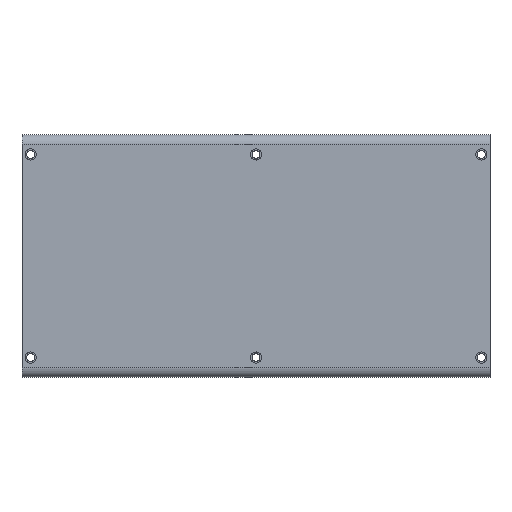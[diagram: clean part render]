
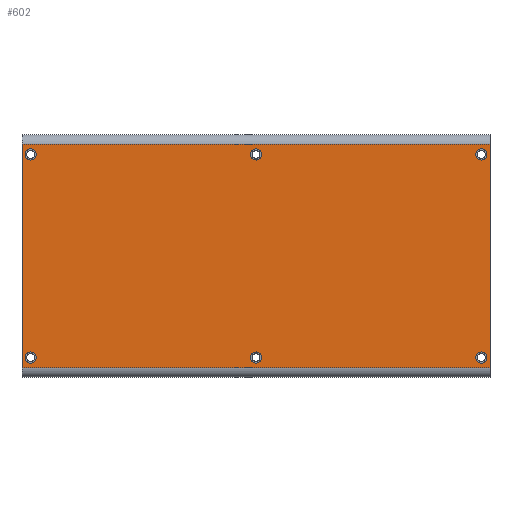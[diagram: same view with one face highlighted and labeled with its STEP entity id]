
A CAD part, front view. The second image highlights one B-rep face of the part: STEP entity #602.
In plain terms, the highlighted planar face has unit normal (0, -1, 0).
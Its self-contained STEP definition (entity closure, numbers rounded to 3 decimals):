
#9 = VERTEX_POINT ( 'NONE', #1191 ) ;
#16 = LINE ( 'NONE', #1192, #279 ) ;
#21 = LINE ( 'NONE', #490, #398 ) ;
#40 = EDGE_CURVE ( 'NONE', #9, #353, #1144, .T. ) ;
#44 = ORIENTED_EDGE ( 'NONE', *, *, #887, .F. ) ;
#55 = CIRCLE ( 'NONE', #670, 1.75 ) ;
#56 = CIRCLE ( 'NONE', #672, 1.75 ) ;
#62 = VERTEX_POINT ( 'NONE', #295 ) ;
#71 = DIRECTION ( 'NONE',  ( 0., -1., 0. ) ) ;
#92 = EDGE_LOOP ( 'NONE', ( #410, #44 ) ) ;
#104 = CIRCLE ( 'NONE', #1218, 1.75 ) ;
#118 = VERTEX_POINT ( 'NONE', #1098 ) ;
#121 = ORIENTED_EDGE ( 'NONE', *, *, #632, .F. ) ;
#125 = VERTEX_POINT ( 'NONE', #1019 ) ;
#126 = AXIS2_PLACEMENT_3D ( 'NONE', #1359, #217, #1475 ) ;
#127 = AXIS2_PLACEMENT_3D ( 'NONE', #885, #1348, #308 ) ;
#154 = ORIENTED_EDGE ( 'NONE', *, *, #338, .T. ) ;
#157 = AXIS2_PLACEMENT_3D ( 'NONE', #289, #71, #759 ) ;
#175 = LINE ( 'NONE', #997, #784 ) ;
#181 = CIRCLE ( 'NONE', #127, 1.75 ) ;
#195 = VERTEX_POINT ( 'NONE', #1011 ) ;
#199 = AXIS2_PLACEMENT_3D ( 'NONE', #731, #1301, #841 ) ;
#201 = CARTESIAN_POINT ( 'NONE',  ( 0., 0., 32. ) ) ;
#217 = DIRECTION ( 'NONE',  ( 0., -1., 0. ) ) ;
#236 = CARTESIAN_POINT ( 'NONE',  ( -71., 0., 33.75 ) ) ;
#240 = EDGE_CURVE ( 'NONE', #926, #348, #325, .T. ) ;
#242 = DIRECTION ( 'NONE',  ( 0., 0., -1. ) ) ;
#277 = AXIS2_PLACEMENT_3D ( 'NONE', #629, #869, #845 ) ;
#279 = VECTOR ( 'NONE', #1066, 1000. ) ;
#284 = CARTESIAN_POINT ( 'NONE',  ( -73.75, 0., 35.25 ) ) ;
#289 = CARTESIAN_POINT ( 'NONE',  ( 71., 0., -32. ) ) ;
#295 = CARTESIAN_POINT ( 'NONE',  ( -71., 0., -30.25 ) ) ;
#300 = DIRECTION ( 'NONE',  ( 0., -1., 0. ) ) ;
#308 = DIRECTION ( 'NONE',  ( 0., 0., -1. ) ) ;
#316 = DIRECTION ( 'NONE',  ( -1., 0., 0. ) ) ;
#323 = CIRCLE ( 'NONE', #667, 1.75 ) ;
#325 = LINE ( 'NONE', #1353, #592 ) ;
#329 = DIRECTION ( 'NONE',  ( 0., -1., 0. ) ) ;
#335 = ORIENTED_EDGE ( 'NONE', *, *, #849, .F. ) ;
#338 = EDGE_CURVE ( 'NONE', #926, #125, #21, .T. ) ;
#339 = EDGE_LOOP ( 'NONE', ( #540, #1288 ) ) ;
#348 = VERTEX_POINT ( 'NONE', #1498 ) ;
#349 = CIRCLE ( 'NONE', #277, 1.75 ) ;
#352 = CIRCLE ( 'NONE', #157, 1.75 ) ;
#353 = VERTEX_POINT ( 'NONE', #236 ) ;
#356 = VERTEX_POINT ( 'NONE', #704 ) ;
#367 = EDGE_CURVE ( 'NONE', #1406, #356, #323, .T. ) ;
#375 = DIRECTION ( 'NONE',  ( 0., -1., 0. ) ) ;
#398 = VECTOR ( 'NONE', #953, 1000. ) ;
#410 = ORIENTED_EDGE ( 'NONE', *, *, #623, .F. ) ;
#421 = CARTESIAN_POINT ( 'NONE',  ( 71., 0., 30.25 ) ) ;
#428 = EDGE_CURVE ( 'NONE', #118, #803, #1121, .T. ) ;
#447 = FACE_BOUND ( 'NONE', #1167, .T. ) ;
#470 = AXIS2_PLACEMENT_3D ( 'NONE', #984, #1315, #1190 ) ;
#472 = EDGE_LOOP ( 'NONE', ( #707, #1087 ) ) ;
#476 = CARTESIAN_POINT ( 'NONE',  ( 71., 0., -33.75 ) ) ;
#478 = ORIENTED_EDGE ( 'NONE', *, *, #941, .F. ) ;
#490 = CARTESIAN_POINT ( 'NONE',  ( 73.75, 0., 35.25 ) ) ;
#534 = FACE_BOUND ( 'NONE', #92, .T. ) ;
#540 = ORIENTED_EDGE ( 'NONE', *, *, #1487, .F. ) ;
#541 = CARTESIAN_POINT ( 'NONE',  ( 73.75, 0., 35.25 ) ) ;
#543 = EDGE_CURVE ( 'NONE', #1484, #1223, #902, .T. ) ;
#554 = CARTESIAN_POINT ( 'NONE',  ( 0., 0., 33.75 ) ) ;
#557 = FACE_BOUND ( 'NONE', #339, .T. ) ;
#573 = EDGE_CURVE ( 'NONE', #1223, #1484, #694, .T. ) ;
#586 = CARTESIAN_POINT ( 'NONE',  ( 0., 0., 30.25 ) ) ;
#592 = VECTOR ( 'NONE', #316, 1000. ) ;
#595 = EDGE_CURVE ( 'NONE', #356, #1406, #104, .T. ) ;
#602 = ADVANCED_FACE ( 'Ãæ2', ( #534, #898, #557, #655, #1127, #447, #783 ), #906, .T. ) ;
#604 = EDGE_LOOP ( 'NONE', ( #478, #335 ) ) ;
#621 = CARTESIAN_POINT ( 'NONE',  ( 73.75, 0., -35.25 ) ) ;
#623 = EDGE_CURVE ( 'NONE', #797, #62, #181, .T. ) ;
#629 = CARTESIAN_POINT ( 'NONE',  ( -71., 0., -32. ) ) ;
#632 = EDGE_CURVE ( 'NONE', #353, #9, #55, .T. ) ;
#655 = FACE_BOUND ( 'NONE', #472, .T. ) ;
#667 = AXIS2_PLACEMENT_3D ( 'NONE', #819, #1276, #242 ) ;
#670 = AXIS2_PLACEMENT_3D ( 'NONE', #1339, #300, #771 ) ;
#672 = AXIS2_PLACEMENT_3D ( 'NONE', #982, #375, #1350 ) ;
#684 = EDGE_LOOP ( 'NONE', ( #1061, #973, #154, #691 ) ) ;
#691 = ORIENTED_EDGE ( 'NONE', *, *, #1490, .T. ) ;
#694 = CIRCLE ( 'NONE', #1317, 1.75 ) ;
#704 = CARTESIAN_POINT ( 'NONE',  ( 71., 0., 33.75 ) ) ;
#707 = ORIENTED_EDGE ( 'NONE', *, *, #367, .F. ) ;
#731 = CARTESIAN_POINT ( 'NONE',  ( -71., 0., 32. ) ) ;
#741 = CIRCLE ( 'NONE', #1342, 1.75 ) ;
#755 = ORIENTED_EDGE ( 'NONE', *, *, #40, .F. ) ;
#759 = DIRECTION ( 'NONE',  ( 0., 0., -1. ) ) ;
#771 = DIRECTION ( 'NONE',  ( 0., 0., -1. ) ) ;
#783 = FACE_OUTER_BOUND ( 'NONE', #684, .T. ) ;
#784 = VECTOR ( 'NONE', #1344, 1000. ) ;
#797 = VERTEX_POINT ( 'NONE', #1033 ) ;
#799 = EDGE_LOOP ( 'NONE', ( #946, #1303 ) ) ;
#800 = DIRECTION ( 'NONE',  ( 0., 0., -1. ) ) ;
#803 = VERTEX_POINT ( 'NONE', #476 ) ;
#819 = CARTESIAN_POINT ( 'NONE',  ( 71., 0., 32. ) ) ;
#836 = CARTESIAN_POINT ( 'NONE',  ( 0., 0., -30.25 ) ) ;
#841 = DIRECTION ( 'NONE',  ( 0., 0., -1. ) ) ;
#845 = DIRECTION ( 'NONE',  ( 0., 0., -1. ) ) ;
#849 = EDGE_CURVE ( 'NONE', #1305, #195, #741, .T. ) ;
#869 = DIRECTION ( 'NONE',  ( 0., -1., 0. ) ) ;
#885 = CARTESIAN_POINT ( 'NONE',  ( -71., 0., -32. ) ) ;
#887 = EDGE_CURVE ( 'NONE', #62, #797, #349, .T. ) ;
#898 = FACE_BOUND ( 'NONE', #604, .T. ) ;
#900 = VERTEX_POINT ( 'NONE', #284 ) ;
#902 = CIRCLE ( 'NONE', #126, 1.75 ) ;
#906 = PLANE ( 'NONE',  #1073 ) ;
#926 = VERTEX_POINT ( 'NONE', #621 ) ;
#941 = EDGE_CURVE ( 'NONE', #195, #1305, #56, .T. ) ;
#946 = ORIENTED_EDGE ( 'NONE', *, *, #573, .F. ) ;
#953 = DIRECTION ( 'NONE',  ( 0., 0., 1. ) ) ;
#973 = ORIENTED_EDGE ( 'NONE', *, *, #240, .F. ) ;
#982 = CARTESIAN_POINT ( 'NONE',  ( 0., 0., -32. ) ) ;
#984 = CARTESIAN_POINT ( 'NONE',  ( 71., 0., -32. ) ) ;
#994 = DIRECTION ( 'NONE',  ( 0., -1., 0. ) ) ;
#997 = CARTESIAN_POINT ( 'NONE',  ( 73.75, 0., 35.25 ) ) ;
#1011 = CARTESIAN_POINT ( 'NONE',  ( 0., 0., -33.75 ) ) ;
#1019 = CARTESIAN_POINT ( 'NONE',  ( 73.75, 0., 35.25 ) ) ;
#1033 = CARTESIAN_POINT ( 'NONE',  ( -71., 0., -33.75 ) ) ;
#1061 = ORIENTED_EDGE ( 'NONE', *, *, #1368, .F. ) ;
#1066 = DIRECTION ( 'NONE',  ( 0., 0., 1. ) ) ;
#1073 = AXIS2_PLACEMENT_3D ( 'NONE', #541, #994, #1461 ) ;
#1087 = ORIENTED_EDGE ( 'NONE', *, *, #595, .F. ) ;
#1098 = CARTESIAN_POINT ( 'NONE',  ( 71., 0., -30.25 ) ) ;
#1110 = DIRECTION ( 'NONE',  ( 0., -1., 0. ) ) ;
#1121 = CIRCLE ( 'NONE', #470, 1.75 ) ;
#1127 = FACE_BOUND ( 'NONE', #799, .T. ) ;
#1144 = CIRCLE ( 'NONE', #199, 1.75 ) ;
#1167 = EDGE_LOOP ( 'NONE', ( #755, #121 ) ) ;
#1188 = DIRECTION ( 'NONE',  ( 0., 0., -1. ) ) ;
#1190 = DIRECTION ( 'NONE',  ( 0., 0., -1. ) ) ;
#1191 = CARTESIAN_POINT ( 'NONE',  ( -71., 0., 30.25 ) ) ;
#1192 = CARTESIAN_POINT ( 'NONE',  ( -73.75, 0., 35.25 ) ) ;
#1218 = AXIS2_PLACEMENT_3D ( 'NONE', #1481, #1110, #800 ) ;
#1223 = VERTEX_POINT ( 'NONE', #586 ) ;
#1276 = DIRECTION ( 'NONE',  ( 0., -1., 0. ) ) ;
#1288 = ORIENTED_EDGE ( 'NONE', *, *, #428, .F. ) ;
#1301 = DIRECTION ( 'NONE',  ( 0., -1., 0. ) ) ;
#1303 = ORIENTED_EDGE ( 'NONE', *, *, #543, .F. ) ;
#1305 = VERTEX_POINT ( 'NONE', #836 ) ;
#1312 = CARTESIAN_POINT ( 'NONE',  ( 0., 0., -32. ) ) ;
#1315 = DIRECTION ( 'NONE',  ( 0., -1., 0. ) ) ;
#1317 = AXIS2_PLACEMENT_3D ( 'NONE', #201, #329, #1457 ) ;
#1339 = CARTESIAN_POINT ( 'NONE',  ( -71., 0., 32. ) ) ;
#1342 = AXIS2_PLACEMENT_3D ( 'NONE', #1312, #1430, #1188 ) ;
#1344 = DIRECTION ( 'NONE',  ( -1., 0., 0. ) ) ;
#1348 = DIRECTION ( 'NONE',  ( 0., -1., 0. ) ) ;
#1350 = DIRECTION ( 'NONE',  ( 0., 0., -1. ) ) ;
#1353 = CARTESIAN_POINT ( 'NONE',  ( 73.75, 0., -35.25 ) ) ;
#1359 = CARTESIAN_POINT ( 'NONE',  ( 0., 0., 32. ) ) ;
#1368 = EDGE_CURVE ( 'NONE', #348, #900, #16, .T. ) ;
#1406 = VERTEX_POINT ( 'NONE', #421 ) ;
#1430 = DIRECTION ( 'NONE',  ( 0., -1., 0. ) ) ;
#1457 = DIRECTION ( 'NONE',  ( 0., 0., -1. ) ) ;
#1461 = DIRECTION ( 'NONE',  ( 0., 0., -1. ) ) ;
#1475 = DIRECTION ( 'NONE',  ( 0., 0., -1. ) ) ;
#1481 = CARTESIAN_POINT ( 'NONE',  ( 71., 0., 32. ) ) ;
#1484 = VERTEX_POINT ( 'NONE', #554 ) ;
#1487 = EDGE_CURVE ( 'NONE', #803, #118, #352, .T. ) ;
#1490 = EDGE_CURVE ( '±ßÏß1', #125, #900, #175, .T. ) ;
#1498 = CARTESIAN_POINT ( 'NONE',  ( -73.75, 0., -35.25 ) ) ;
